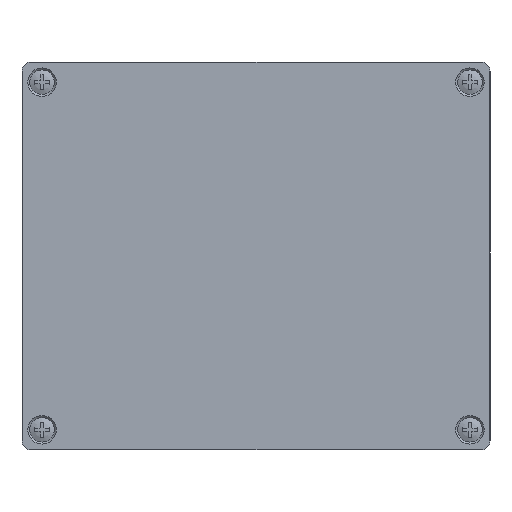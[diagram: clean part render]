
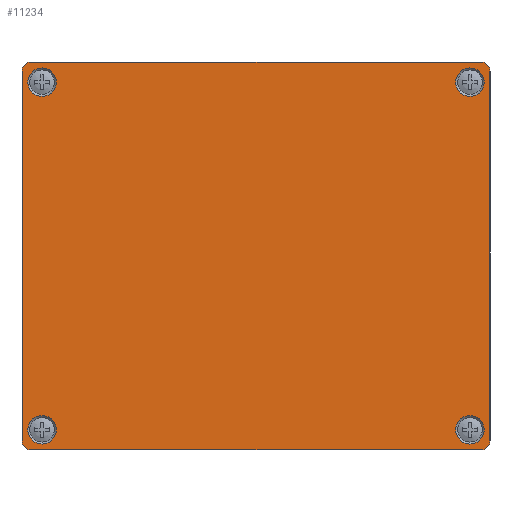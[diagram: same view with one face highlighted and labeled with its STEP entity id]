
A CAD part, front view. The second image highlights one B-rep face of the part: STEP entity #11234.
In plain terms, the highlighted planar face has unit normal (0, -1, 0).
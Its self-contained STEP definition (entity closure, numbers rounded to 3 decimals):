
#83=FACE_BOUND('',#3489,.T.);
#84=FACE_BOUND('',#3490,.T.);
#85=FACE_BOUND('',#3491,.T.);
#86=FACE_BOUND('',#3492,.T.);
#227=PLANE('',#12720);
#1015=LINE('',#19409,#1723);
#1016=LINE('',#19413,#1724);
#1017=LINE('',#19417,#1725);
#1018=LINE('',#19421,#1726);
#1723=VECTOR('',#16333,101.);
#1724=VECTOR('',#16336,83.);
#1725=VECTOR('',#16339,101.);
#1726=VECTOR('',#16342,83.);
#2780=FACE_OUTER_BOUND('',#3488,.T.);
#3488=EDGE_LOOP('',(#9566,#9567,#9568,#9569,#9570,#9571,#9572,#9573));
#3489=EDGE_LOOP('',(#9574));
#3490=EDGE_LOOP('',(#9575));
#3491=EDGE_LOOP('',(#9576));
#3492=EDGE_LOOP('',(#9577));
#4324=CIRCLE('',#12719,3.2);
#4325=CIRCLE('',#12721,2.);
#4326=CIRCLE('',#12722,2.);
#4327=CIRCLE('',#12723,2.);
#4328=CIRCLE('',#12724,2.);
#4329=CIRCLE('',#12725,3.2);
#4330=CIRCLE('',#12726,3.2);
#4331=CIRCLE('',#12727,3.2);
#5114=VERTEX_POINT('',#19404);
#5115=VERTEX_POINT('',#19407);
#5116=VERTEX_POINT('',#19408);
#5117=VERTEX_POINT('',#19410);
#5118=VERTEX_POINT('',#19412);
#5119=VERTEX_POINT('',#19414);
#5120=VERTEX_POINT('',#19416);
#5121=VERTEX_POINT('',#19418);
#5122=VERTEX_POINT('',#19420);
#5123=VERTEX_POINT('',#19423);
#5124=VERTEX_POINT('',#19425);
#5125=VERTEX_POINT('',#19427);
#6613=EDGE_CURVE('',#5114,#5114,#4324,.T.);
#6614=EDGE_CURVE('',#5115,#5116,#1015,.T.);
#6615=EDGE_CURVE('',#5116,#5117,#4325,.T.);
#6616=EDGE_CURVE('',#5117,#5118,#1016,.T.);
#6617=EDGE_CURVE('',#5118,#5119,#4326,.T.);
#6618=EDGE_CURVE('',#5119,#5120,#1017,.T.);
#6619=EDGE_CURVE('',#5120,#5121,#4327,.T.);
#6620=EDGE_CURVE('',#5121,#5122,#1018,.T.);
#6621=EDGE_CURVE('',#5122,#5115,#4328,.T.);
#6622=EDGE_CURVE('',#5123,#5123,#4329,.T.);
#6623=EDGE_CURVE('',#5124,#5124,#4330,.T.);
#6624=EDGE_CURVE('',#5125,#5125,#4331,.T.);
#9566=ORIENTED_EDGE('',*,*,#6614,.T.);
#9567=ORIENTED_EDGE('',*,*,#6615,.T.);
#9568=ORIENTED_EDGE('',*,*,#6616,.T.);
#9569=ORIENTED_EDGE('',*,*,#6617,.T.);
#9570=ORIENTED_EDGE('',*,*,#6618,.T.);
#9571=ORIENTED_EDGE('',*,*,#6619,.T.);
#9572=ORIENTED_EDGE('',*,*,#6620,.T.);
#9573=ORIENTED_EDGE('',*,*,#6621,.T.);
#9574=ORIENTED_EDGE('',*,*,#6622,.F.);
#9575=ORIENTED_EDGE('',*,*,#6623,.F.);
#9576=ORIENTED_EDGE('',*,*,#6624,.F.);
#9577=ORIENTED_EDGE('',*,*,#6613,.F.);
#11234=ADVANCED_FACE('',(#2780,#83,#84,#85,#86),#227,.F.);
#12719=AXIS2_PLACEMENT_3D('',#19405,#16329,#16330);
#12720=AXIS2_PLACEMENT_3D('',#19406,#16331,#16332);
#12721=AXIS2_PLACEMENT_3D('',#19411,#16334,#16335);
#12722=AXIS2_PLACEMENT_3D('',#19415,#16337,#16338);
#12723=AXIS2_PLACEMENT_3D('',#19419,#16340,#16341);
#12724=AXIS2_PLACEMENT_3D('',#19422,#16343,#16344);
#12725=AXIS2_PLACEMENT_3D('',#19424,#16345,#16346);
#12726=AXIS2_PLACEMENT_3D('',#19426,#16347,#16348);
#12727=AXIS2_PLACEMENT_3D('',#19428,#16349,#16350);
#16329=DIRECTION('center_axis',(0.,-1.,0.));
#16330=DIRECTION('ref_axis',(1.,0.,0.));
#16331=DIRECTION('center_axis',(0.,1.,0.));
#16332=DIRECTION('ref_axis',(0.,0.,1.));
#16333=DIRECTION('',(-1.,0.,0.));
#16334=DIRECTION('center_axis',(0.,-1.,0.));
#16335=DIRECTION('ref_axis',(-1.,0.,0.));
#16336=DIRECTION('',(0.,0.,-1.));
#16337=DIRECTION('center_axis',(0.,-1.,0.));
#16338=DIRECTION('ref_axis',(0.,0.,-1.));
#16339=DIRECTION('',(1.,0.,0.));
#16340=DIRECTION('center_axis',(0.,-1.,0.));
#16341=DIRECTION('ref_axis',(1.,0.,0.));
#16342=DIRECTION('',(0.,0.,1.));
#16343=DIRECTION('center_axis',(0.,-1.,0.));
#16344=DIRECTION('ref_axis',(0.,0.,1.));
#16345=DIRECTION('center_axis',(0.,-1.,0.));
#16346=DIRECTION('ref_axis',(1.,0.,0.));
#16347=DIRECTION('center_axis',(0.,-1.,0.));
#16348=DIRECTION('ref_axis',(1.,0.,0.));
#16349=DIRECTION('center_axis',(0.,-1.,0.));
#16350=DIRECTION('ref_axis',(1.,0.,0.));
#19404=CARTESIAN_POINT('',(44.8,-2.,39.));
#19405=CARTESIAN_POINT('Origin',(48.,-2.,39.));
#19406=CARTESIAN_POINT('Origin',(0.,-2.,0.));
#19407=CARTESIAN_POINT('',(50.5,-2.,43.5));
#19408=CARTESIAN_POINT('',(-50.5,-2.,43.5));
#19409=CARTESIAN_POINT('',(-50.5,-2.,43.5));
#19410=CARTESIAN_POINT('',(-52.5,-2.,41.5));
#19411=CARTESIAN_POINT('Origin',(-50.5,-2.,41.5));
#19412=CARTESIAN_POINT('',(-52.5,-2.,-41.5));
#19413=CARTESIAN_POINT('',(-52.5,-2.,-41.5));
#19414=CARTESIAN_POINT('',(-50.5,-2.,-43.5));
#19415=CARTESIAN_POINT('Origin',(-50.5,-2.,-41.5));
#19416=CARTESIAN_POINT('',(50.5,-2.,-43.5));
#19417=CARTESIAN_POINT('',(50.5,-2.,-43.5));
#19418=CARTESIAN_POINT('',(52.5,-2.,-41.5));
#19419=CARTESIAN_POINT('Origin',(50.5,-2.,-41.5));
#19420=CARTESIAN_POINT('',(52.5,-2.,41.5));
#19421=CARTESIAN_POINT('',(52.5,-2.,41.5));
#19422=CARTESIAN_POINT('Origin',(50.5,-2.,41.5));
#19423=CARTESIAN_POINT('',(44.8,-2.,-39.));
#19424=CARTESIAN_POINT('Origin',(48.,-2.,-39.));
#19425=CARTESIAN_POINT('',(-51.2,-2.,39.));
#19426=CARTESIAN_POINT('Origin',(-48.,-2.,39.));
#19427=CARTESIAN_POINT('',(-51.2,-2.,-39.));
#19428=CARTESIAN_POINT('Origin',(-48.,-2.,-39.));
